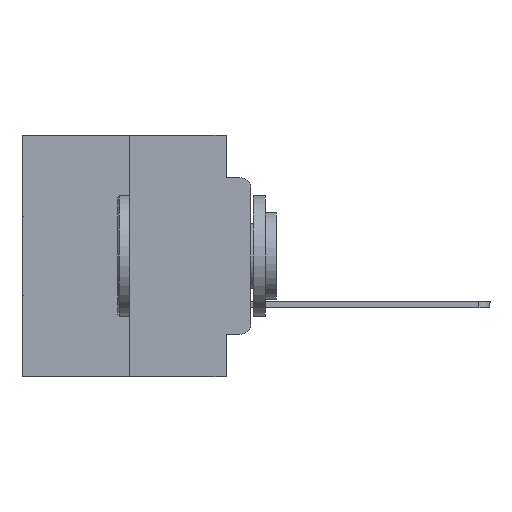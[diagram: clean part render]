
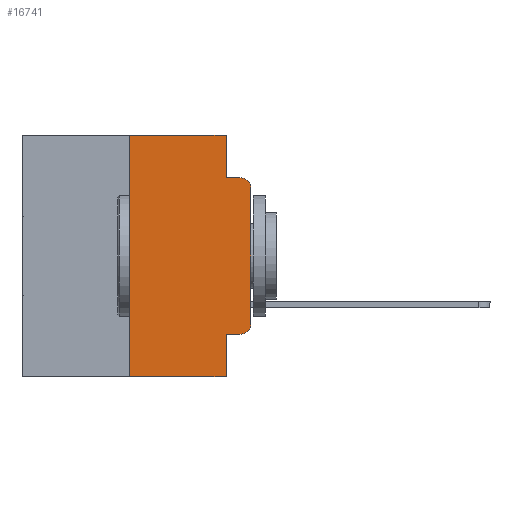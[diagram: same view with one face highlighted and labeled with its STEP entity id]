
A CAD part, left-side view. The second image highlights one B-rep face of the part: STEP entity #16741.
In plain terms, the highlighted planar face has unit normal (-1, 0, 0).
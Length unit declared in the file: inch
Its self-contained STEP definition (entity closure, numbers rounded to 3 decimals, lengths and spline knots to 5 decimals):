
#40 = DIRECTION ( 'NONE',  ( 0., 0., 1. ) ) ;
#528 = VECTOR ( 'NONE', #9147, 39.37008 ) ;
#824 = DIRECTION ( 'NONE',  ( -1., 0., 0. ) ) ;
#916 = VERTEX_POINT ( 'NONE', #15908 ) ;
#1047 = LINE ( 'NONE', #14740, #19291 ) ;
#1077 = CARTESIAN_POINT ( 'NONE',  ( 0., 0., -0.1085 ) ) ;
#1505 = EDGE_CURVE ( 'NONE', #24572, #27529, #2740, .T. ) ;
#1600 = ORIENTED_EDGE ( 'NONE', *, *, #29164, .F. ) ;
#1695 = CARTESIAN_POINT ( 'NONE',  ( 0., 0., 0. ) ) ;
#2059 = VERTEX_POINT ( 'NONE', #15151 ) ;
#2202 = DIRECTION ( 'NONE',  ( -1., 0., 0. ) ) ;
#2658 = CARTESIAN_POINT ( 'NONE',  ( 0., 0.02, -0.1085 ) ) ;
#2740 = LINE ( 'NONE', #7542, #7777 ) ;
#3530 = DIRECTION ( 'NONE',  ( 0., 0., -1. ) ) ;
#3995 = LINE ( 'NONE', #22499, #11480 ) ;
#4299 = CARTESIAN_POINT ( 'NONE',  ( 0., 0.051, 0. ) ) ;
#4402 = CARTESIAN_POINT ( 'NONE',  ( 0., 0.051, 0. ) ) ;
#4481 = ORIENTED_EDGE ( 'NONE', *, *, #27519, .T. ) ;
#5466 = LINE ( 'NONE', #24405, #6248 ) ;
#5483 = VERTEX_POINT ( 'NONE', #1077 ) ;
#5945 = EDGE_CURVE ( 'NONE', #26652, #7690, #1047, .T. ) ;
#6248 = VECTOR ( 'NONE', #21570, 39.37008 ) ;
#6804 = LINE ( 'NONE', #4402, #27367 ) ;
#7433 = EDGE_CURVE ( 'NONE', #916, #5483, #15553, .T. ) ;
#7542 = CARTESIAN_POINT ( 'NONE',  ( 0., 0.473, 0. ) ) ;
#7625 = ORIENTED_EDGE ( 'NONE', *, *, #5945, .T. ) ;
#7690 = VERTEX_POINT ( 'NONE', #21557 ) ;
#7777 = VECTOR ( 'NONE', #14622, 39.37008 ) ;
#8029 = FACE_OUTER_BOUND ( 'NONE', #11123, .T. ) ;
#9147 = DIRECTION ( 'NONE',  ( 0., 0., 1. ) ) ;
#9415 = EDGE_CURVE ( 'NONE', #25066, #17578, #26305, .T. ) ;
#9990 = ORIENTED_EDGE ( 'NONE', *, *, #7433, .T. ) ;
#10007 = CARTESIAN_POINT ( 'NONE',  ( 0., 0.25, -0.5 ) ) ;
#10236 = EDGE_CURVE ( 'NONE', #7690, #916, #12749, .T. ) ;
#11123 = EDGE_LOOP ( 'NONE', ( #9990, #27601, #12525, #21458, #27366, #16154, #4481, #1600, #7625, #24379 ) ) ;
#11340 = AXIS2_PLACEMENT_3D ( 'NONE', #2658, #2202, #27904 ) ;
#11480 = VECTOR ( 'NONE', #24899, 39.37008 ) ;
#11520 = CARTESIAN_POINT ( 'NONE',  ( 0., 0.25, 0. ) ) ;
#12438 = CARTESIAN_POINT ( 'NONE',  ( 0., 0.051, -0.0885 ) ) ;
#12525 = ORIENTED_EDGE ( 'NONE', *, *, #9415, .F. ) ;
#12749 = CIRCLE ( 'NONE', #28554, 0.02 ) ;
#14622 = DIRECTION ( 'NONE',  ( 0., -1., 0. ) ) ;
#14740 = CARTESIAN_POINT ( 'NONE',  ( 0., 0.051, -0.4115 ) ) ;
#15107 = PLANE ( 'NONE',  #26044 ) ;
#15151 = CARTESIAN_POINT ( 'NONE',  ( 0., 0.051, -0.5 ) ) ;
#15553 = LINE ( 'NONE', #1695, #23876 ) ;
#15908 = CARTESIAN_POINT ( 'NONE',  ( 0., 0., -0.3915 ) ) ;
#15940 = CARTESIAN_POINT ( 'NONE',  ( 0., 0.051, -0.0885 ) ) ;
#16154 = ORIENTED_EDGE ( 'NONE', *, *, #29576, .F. ) ;
#16741 = ADVANCED_FACE ( 'NONE', ( #8029 ), #15107, .F. ) ;
#17527 = DIRECTION ( 'NONE',  ( 0., 0., -1. ) ) ;
#17578 = VERTEX_POINT ( 'NONE', #27001 ) ;
#17664 = VECTOR ( 'NONE', #27180, 39.37008 ) ;
#19133 = VERTEX_POINT ( 'NONE', #10007 ) ;
#19291 = VECTOR ( 'NONE', #26153, 39.37008 ) ;
#20099 = CARTESIAN_POINT ( 'NONE',  ( 0., 0.473, 0. ) ) ;
#21239 = CARTESIAN_POINT ( 'NONE',  ( 0., 0.051, -0.4115 ) ) ;
#21452 = CARTESIAN_POINT ( 'NONE',  ( 0., 0.02, -0.3915 ) ) ;
#21458 = ORIENTED_EDGE ( 'NONE', *, *, #28964, .F. ) ;
#21557 = CARTESIAN_POINT ( 'NONE',  ( 0., 0.02, -0.4115 ) ) ;
#21570 = DIRECTION ( 'NONE',  ( 0., 0., -1. ) ) ;
#22499 = CARTESIAN_POINT ( 'NONE',  ( 0., 0.473, -0.5 ) ) ;
#22685 = LINE ( 'NONE', #29558, #528 ) ;
#23141 = EDGE_CURVE ( 'NONE', #5483, #17578, #25734, .T. ) ;
#23876 = VECTOR ( 'NONE', #40, 39.37008 ) ;
#24379 = ORIENTED_EDGE ( 'NONE', *, *, #10236, .T. ) ;
#24405 = CARTESIAN_POINT ( 'NONE',  ( 0., 0.051, 0. ) ) ;
#24572 = VERTEX_POINT ( 'NONE', #11520 ) ;
#24899 = DIRECTION ( 'NONE',  ( 0., -1., 0. ) ) ;
#25066 = VERTEX_POINT ( 'NONE', #12438 ) ;
#25734 = CIRCLE ( 'NONE', #11340, 0.02 ) ;
#26044 = AXIS2_PLACEMENT_3D ( 'NONE', #20099, #28922, #17527 ) ;
#26153 = DIRECTION ( 'NONE',  ( 0., -1., 0. ) ) ;
#26305 = LINE ( 'NONE', #15940, #17664 ) ;
#26652 = VERTEX_POINT ( 'NONE', #21239 ) ;
#27001 = CARTESIAN_POINT ( 'NONE',  ( 0., 0.02, -0.0885 ) ) ;
#27180 = DIRECTION ( 'NONE',  ( 0., -1., 0. ) ) ;
#27366 = ORIENTED_EDGE ( 'NONE', *, *, #1505, .F. ) ;
#27367 = VECTOR ( 'NONE', #29633, 39.37008 ) ;
#27519 = EDGE_CURVE ( 'NONE', #19133, #2059, #3995, .T. ) ;
#27529 = VERTEX_POINT ( 'NONE', #4299 ) ;
#27601 = ORIENTED_EDGE ( 'NONE', *, *, #23141, .T. ) ;
#27904 = DIRECTION ( 'NONE',  ( 0., 0., -1. ) ) ;
#28554 = AXIS2_PLACEMENT_3D ( 'NONE', #21452, #824, #3530 ) ;
#28922 = DIRECTION ( 'NONE',  ( 1., 0., 0. ) ) ;
#28964 = EDGE_CURVE ( 'NONE', #27529, #25066, #5466, .T. ) ;
#29164 = EDGE_CURVE ( 'NONE', #26652, #2059, #6804, .T. ) ;
#29558 = CARTESIAN_POINT ( 'NONE',  ( 0., 0.25, 0. ) ) ;
#29576 = EDGE_CURVE ( 'NONE', #19133, #24572, #22685, .T. ) ;
#29633 = DIRECTION ( 'NONE',  ( 0., 0., -1. ) ) ;
